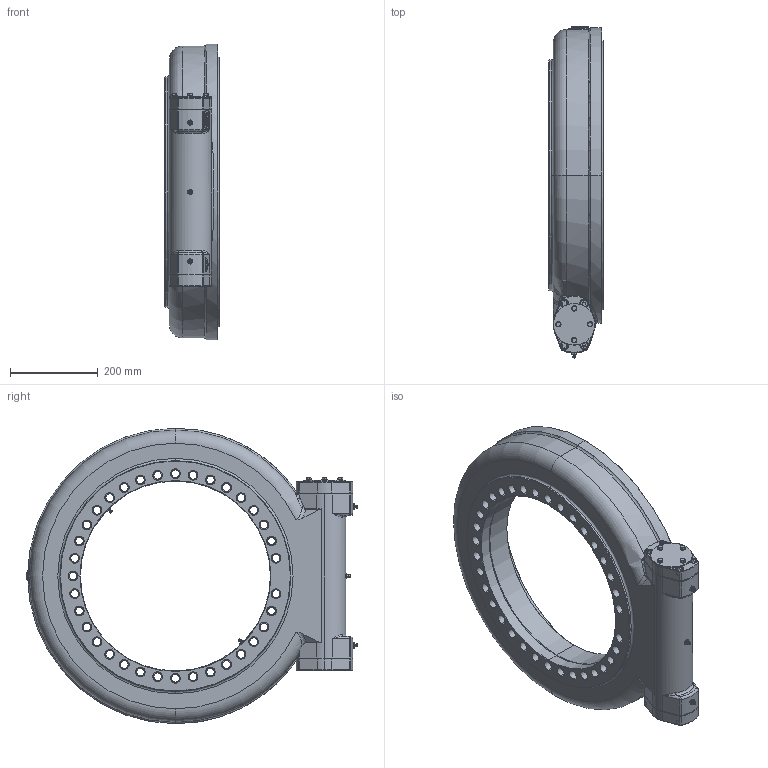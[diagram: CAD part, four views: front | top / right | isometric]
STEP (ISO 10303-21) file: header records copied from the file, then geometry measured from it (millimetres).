
FILE_DESCRIPTION (( 'STEP AP214' ), '1' );
FILE_NAME ('TE639-A0-RM - SH.STEP', '2017-03-02T12:07:53', ( '' ), ( '' ), 'SwSTEP 2.0', 'SolidWorks 2015', '' );
FILE_SCHEMA (( 'AUTOMOTIVE_DESIGN' ));
Length unit declared in the file: millimetre
Products named in the file (1): TE639-A0-RM - SH
Bounding box: 123 x 754.72 x 672 mm (x, y, z)
Surface area: 1475740.5 mm2 (no closed solid volume)
Topology: 0 solids, 56 shells, 937 faces, 3182 edges, 2295 vertices
Faces by surface type: cylinder 435, plane 278, cone 105, torus 102, bspline 13, sphere 4
Entity records: 50108 total; most frequent: CARTESIAN_POINT 11726, DIRECTION 6053, ORIENTED_EDGE 5088, EDGE_CURVE 3178, AXIS2_PLACEMENT_3D 2380, VERTEX_POINT 2295, CIRCLE 1455, EDGE_LOOP 1334
